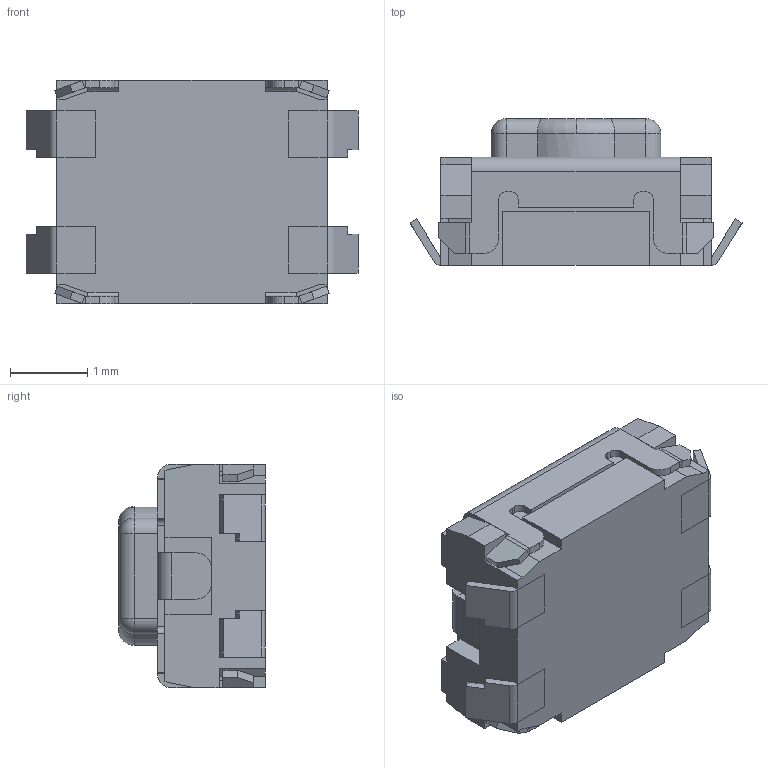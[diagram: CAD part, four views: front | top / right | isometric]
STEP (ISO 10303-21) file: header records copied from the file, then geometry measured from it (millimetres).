
FILE_DESCRIPTION (( 'STEP AP214' ), '1' );
FILE_NAME ('434153017835.STEP', '2024-08-27T23:54:16', ( '' ), ( '' ), 'SwSTEP 2.0', 'SolidWorks 2021', '' );
FILE_SCHEMA (( 'AUTOMOTIVE_DESIGN' ));
Length unit declared in the file: millimetre
Products named in the file (1): 434153017835
Bounding box: 4.3 x 1.9 x 2.9 mm (x, y, z)
Volume: 15.2 mm3; surface area: 84.1 mm2
Topology: 7 solids, 7 shells, 276 faces, 714 edges, 448 vertices
Faces by surface type: plane 212, cylinder 57, sphere 4, torus 3
Entity records: 8321 total; most frequent: CARTESIAN_POINT 1455, ORIENTED_EDGE 1420, DIRECTION 1375, EDGE_CURVE 710, VECTOR 591, LINE 591, VERTEX_POINT 448, AXIS2_PLACEMENT_3D 392
